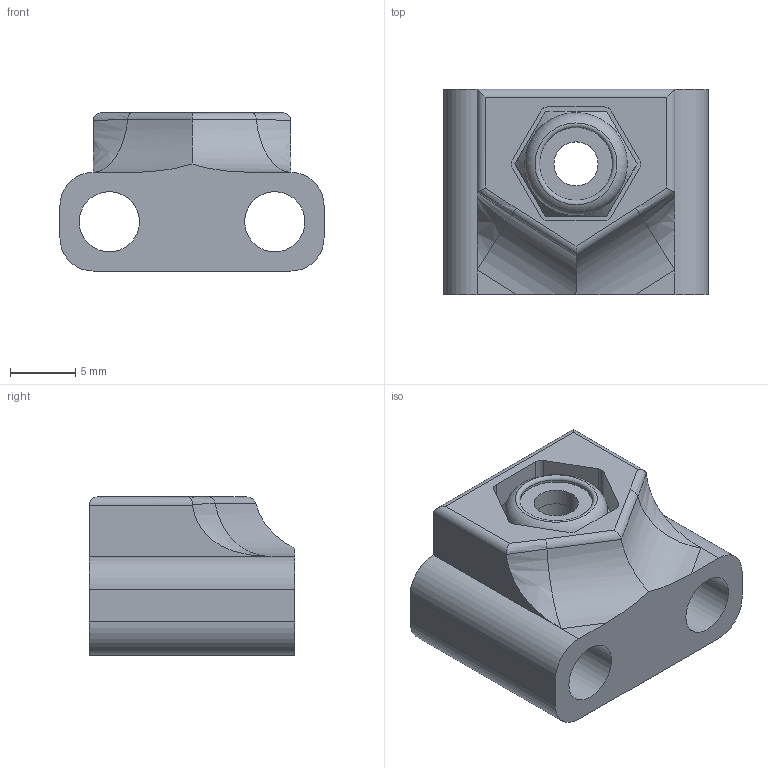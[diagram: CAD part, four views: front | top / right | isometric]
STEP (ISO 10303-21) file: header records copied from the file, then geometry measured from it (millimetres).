
FILE_DESCRIPTION(/* description */ (''),/* implementation_level */ '2;1');
FILE_NAME(/* name */ 'Ramp mount (Mirror).step',/* time_stamp */ '2024-06-27T21:53:30-05:00',/* author */ (''),/* organization */ (''),/* preprocessor_version */ 'ST-DEVELOPER v20',/* originating_system */ 'Autodesk Translation Framework v13.14.0.145',/* authorisation */ '');
FILE_SCHEMA (('AUTOMOTIVE_DESIGN { 1 0 10303 214 3 1 1 }'));
Length unit declared in the file: inch
Products named in the file (2): Ramp Mount w/ Retainer v4(Mirror); Nut Thin Nylock v1(Mirror)
Assembly tree (1 placements, depth 2):
  Ramp Mount w/ Retainer v4(Mirror)
    Nut Thin Nylock v1(Mirror)
Bounding box: 20.27 x 15.77 x 12.14 mm (x, y, z)
Volume: 2364.3 mm3; surface area: 2139.8 mm2
Topology: 2 solids, 2 shells, 57 faces, 144 edges, 93 vertices
Faces by surface type: plane 26, cylinder 24, bspline 4, torus 2, cone 1
Full cylindrical faces by diameter (mm): 3.391 x2, 4.623 x3, 5.588 x1, 7.874 x1
Entity records: 1944 total; most frequent: CARTESIAN_POINT 495, ORIENTED_EDGE 288, DIRECTION 288, EDGE_CURVE 144, AXIS2_PLACEMENT_3D 106, VERTEX_POINT 93, LINE 76, VECTOR 76
